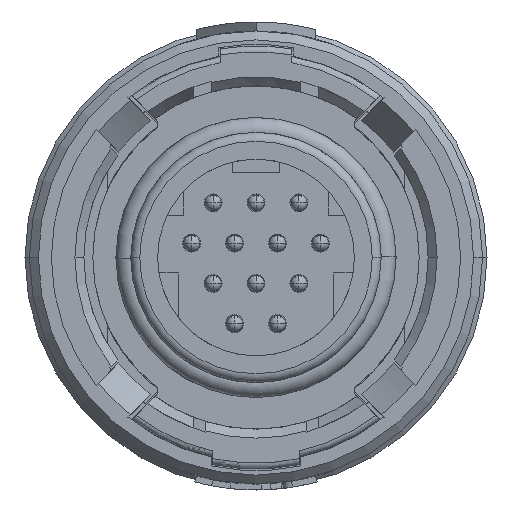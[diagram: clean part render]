
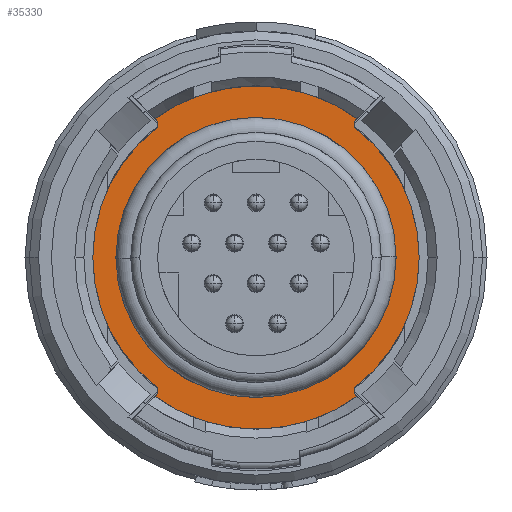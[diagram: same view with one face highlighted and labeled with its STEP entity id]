
A CAD part, left-side view. The second image highlights one B-rep face of the part: STEP entity #35330.
In plain terms, the highlighted planar face has unit normal (-1, 0, 0).
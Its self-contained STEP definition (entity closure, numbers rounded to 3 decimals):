
#33950=CARTESIAN_POINT('',(-0.942,60.632,
0.));
#33960=VERTEX_POINT('',#33950);
#33990=CARTESIAN_POINT('',(-0.942,65.332,0.));
#34000=DIRECTION('',(1.,0.,0.));
#34010=DIRECTION('',(0.,1.,0.));
#34020=AXIS2_PLACEMENT_3D('',#33990,#34000,#34010);
#34030=CIRCLE('',#34020,4.7);
#34040=CARTESIAN_POINT('',(-0.942,70.032,0.));
#34050=VERTEX_POINT('',#34040);
#34060=EDGE_CURVE('',#33960,#34050,#34030,.T.);
#34180=CARTESIAN_POINT('',(-0.942,70.562,0.));
#34190=DIRECTION('',(1.,0.,0.));
#34200=DIRECTION('',(0.,-1.,0.));
#34210=AXIS2_PLACEMENT_3D('',#34180,#34190,#34200);
#34220=PLANE('',#34210);
#34230=EDGE_CURVE('',#34050,#33960,#34030,.T.);
#34240=ORIENTED_EDGE('',*,*,#34230,.T.);
#34250=ORIENTED_EDGE('',*,*,#34060,.T.);
#34260=EDGE_LOOP('',(#34250,#34240));
#34270=FACE_BOUND('',#34260,.T.);
#34280=CARTESIAN_POINT('',(-0.942,68.632,0.));
#34290=DIRECTION('',(0.,0.,-1.));
#34300=VECTOR('',#34290,1.);
#34310=LINE('',#34280,#34300);
#34320=CARTESIAN_POINT('',(-0.942,68.632,
-4.369));
#34330=VERTEX_POINT('',#34320);
#34340=CARTESIAN_POINT('',(-0.942,68.632,
-4.573));
#34350=VERTEX_POINT('',#34340);
#34360=EDGE_CURVE('',#34330,#34350,#34310,.T.);
#34370=ORIENTED_EDGE('',*,*,#34360,.T.);
#34380=CARTESIAN_POINT('',(-0.942,65.332,0.));
#34390=DIRECTION('',(-1.,0.,0.));
#34400=DIRECTION('',(0.,-1.,0.));
#34410=AXIS2_PLACEMENT_3D('',#34380,#34390,#34400);
#34420=CIRCLE('',#34410,5.475);
#34430=CARTESIAN_POINT('',(-0.942,70.807,
0.));
#34440=VERTEX_POINT('',#34430);
#34450=EDGE_CURVE('',#34440,#34330,#34420,.T.);
#34460=ORIENTED_EDGE('',*,*,#34450,.T.);
#34470=CARTESIAN_POINT('',(-0.942,68.632,
4.369));
#34480=VERTEX_POINT('',#34470);
#34490=EDGE_CURVE('',#34480,#34440,#34420,.T.);
#34500=ORIENTED_EDGE('',*,*,#34490,.T.);
#34510=CARTESIAN_POINT('',(-0.942,68.632,0.));
#34520=DIRECTION('',(0.,0.,-1.));
#34530=VECTOR('',#34520,1.);
#34540=LINE('',#34510,#34530);
#34550=CARTESIAN_POINT('',(-0.942,68.632,
4.573));
#34560=VERTEX_POINT('',#34550);
#34570=EDGE_CURVE('',#34560,#34480,#34540,.T.);
#34580=ORIENTED_EDGE('',*,*,#34570,.T.);
#34590=CARTESIAN_POINT('',(-0.942,84.462,
20.403));
#34600=DIRECTION('',(0.,-0.707,-0.707));
#34610=VECTOR('',#34600,1.);
#34620=LINE('',#34590,#34610);
#34630=CARTESIAN_POINT('',(-0.942,68.718,
4.659));
#34640=VERTEX_POINT('',#34630);
#34650=EDGE_CURVE('',#34640,#34560,#34620,.T.);
#34660=ORIENTED_EDGE('',*,*,#34650,.T.);
#34670=CARTESIAN_POINT('',(-0.942,65.332,0.));
#34680=DIRECTION('',(1.,0.,0.));
#34690=DIRECTION('',(0.,1.,0.));
#34700=AXIS2_PLACEMENT_3D('',#34670,#34680,#34690);
#34710=CIRCLE('',#34700,5.76);
#34720=CARTESIAN_POINT('',(-0.942,61.945,
4.659));
#34730=VERTEX_POINT('',#34720);
#34740=EDGE_CURVE('',#34640,#34730,#34710,.T.);
#34750=ORIENTED_EDGE('',*,*,#34740,.F.);
#34760=CARTESIAN_POINT('',(-0.942,66.604,0.));
#34770=DIRECTION('',(0.,-0.707,0.707));
#34780=VECTOR('',#34770,1.);
#34790=LINE('',#34760,#34780);
#34800=CARTESIAN_POINT('',(-0.942,62.032,
4.573));
#34810=VERTEX_POINT('',#34800);
#34820=EDGE_CURVE('',#34810,#34730,#34790,.T.);
#34830=ORIENTED_EDGE('',*,*,#34820,.T.);
#34840=CARTESIAN_POINT('',(-0.942,62.032,0.));
#34850=DIRECTION('',(0.,0.,1.));
#34860=VECTOR('',#34850,1.);
#34870=LINE('',#34840,#34860);
#34880=CARTESIAN_POINT('',(-0.942,62.032,
4.369));
#34890=VERTEX_POINT('',#34880);
#34900=EDGE_CURVE('',#34890,#34810,#34870,.T.);
#34910=ORIENTED_EDGE('',*,*,#34900,.T.);
#34920=CARTESIAN_POINT('',(-0.942,65.332,0.));
#34930=DIRECTION('',(-1.,0.,0.));
#34940=DIRECTION('',(0.,-1.,0.));
#34950=AXIS2_PLACEMENT_3D('',#34920,#34930,#34940);
#34960=CIRCLE('',#34950,5.475);
#34970=CARTESIAN_POINT('',(-0.942,59.857,0.));
#34980=VERTEX_POINT('',#34970);
#34990=EDGE_CURVE('',#34980,#34890,#34960,.T.);
#35000=ORIENTED_EDGE('',*,*,#34990,.T.);
#35010=CARTESIAN_POINT('',(-0.942,62.032,
-4.369));
#35020=VERTEX_POINT('',#35010);
#35030=EDGE_CURVE('',#35020,#34980,#34960,.T.);
#35040=ORIENTED_EDGE('',*,*,#35030,.T.);
#35050=CARTESIAN_POINT('',(-0.942,62.032,0.));
#35060=DIRECTION('',(0.,0.,1.));
#35070=VECTOR('',#35060,1.);
#35080=LINE('',#35050,#35070);
#35090=CARTESIAN_POINT('',(-0.942,62.032,
-4.573));
#35100=VERTEX_POINT('',#35090);
#35110=EDGE_CURVE('',#35100,#35020,#35080,.T.);
#35120=ORIENTED_EDGE('',*,*,#35110,.T.);
#35130=CARTESIAN_POINT('',(-0.942,84.462,
17.857));
#35140=DIRECTION('',(0.,0.707,0.707));
#35150=VECTOR('',#35140,1.);
#35160=LINE('',#35130,#35150);
#35170=CARTESIAN_POINT('',(-0.942,61.945,
-4.659));
#35180=VERTEX_POINT('',#35170);
#35190=EDGE_CURVE('',#35180,#35100,#35160,.T.);
#35200=ORIENTED_EDGE('',*,*,#35190,.T.);
#35210=CARTESIAN_POINT('',(-0.942,68.718,
-4.659));
#35220=VERTEX_POINT('',#35210);
#35230=EDGE_CURVE('',#35180,#35220,#34710,.T.);
#35240=ORIENTED_EDGE('',*,*,#35230,.F.);
#35250=CARTESIAN_POINT('',(-0.942,84.462,
-20.403));
#35260=DIRECTION('',(0.,0.707,-0.707));
#35270=VECTOR('',#35260,1.);
#35280=LINE('',#35250,#35270);
#35290=EDGE_CURVE('',#34350,#35220,#35280,.T.);
#35300=ORIENTED_EDGE('',*,*,#35290,.T.);
#35310=EDGE_LOOP('',(#35300,#35240,#35200,#35120,#35040,#35000,#34910,
#34830,#34750,#34660,#34580,#34500,#34460,#34370));
#35320=FACE_OUTER_BOUND('',#35310,.T.);
#35330=ADVANCED_FACE('',(#34270,#35320),#34220,.F.);
